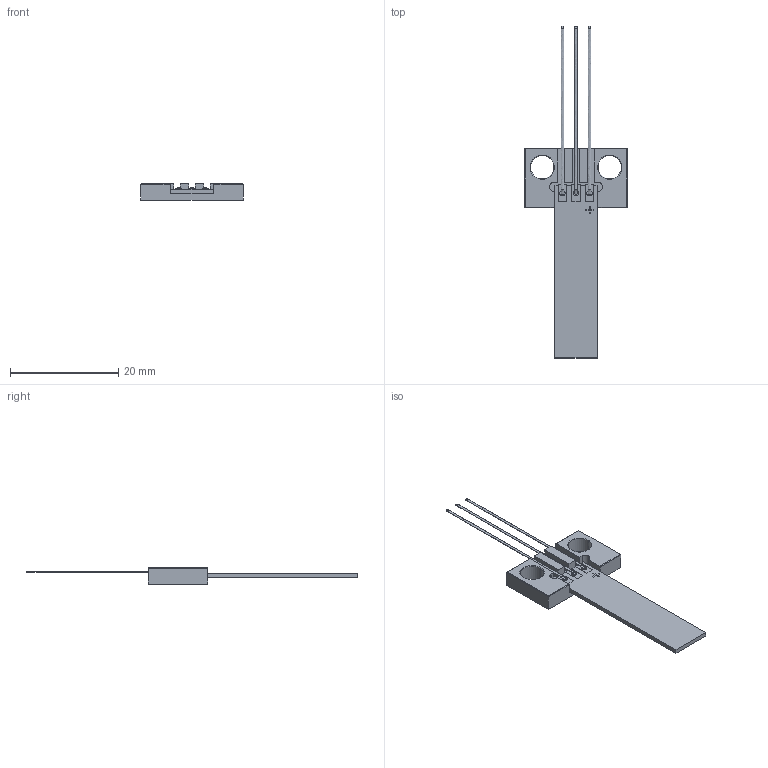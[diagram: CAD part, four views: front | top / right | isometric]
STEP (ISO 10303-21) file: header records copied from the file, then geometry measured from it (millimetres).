
FILE_DESCRIPTION (( 'STEP AP214' ), '1' );
FILE_NAME ('CTN010297.STEP', '2017-03-21T07:31:25', ( '' ), ( '' ), 'SwSTEP 2.0', 'SolidWorks 2016', '' );
FILE_SCHEMA (( 'AUTOMOTIVE_DESIGN' ));
Length unit declared in the file: inch
Products named in the file (1): CTN010297
Bounding box: 19 x 61.42 x 3 mm (x, y, z)
Volume: 623.7 mm3; surface area: 1367.5 mm2
Topology: 2 solids, 2 shells, 104 faces, 262 edges, 169 vertices
Faces by surface type: plane 75, cylinder 13, bspline 12, cone 4
Entity records: 4849 total; most frequent: CARTESIAN_POINT 986, ORIENTED_EDGE 524, DIRECTION 472, EDGE_CURVE 262, VECTOR 202, LINE 202, VERTEX_POINT 169, AXIS2_PLACEMENT_3D 135
